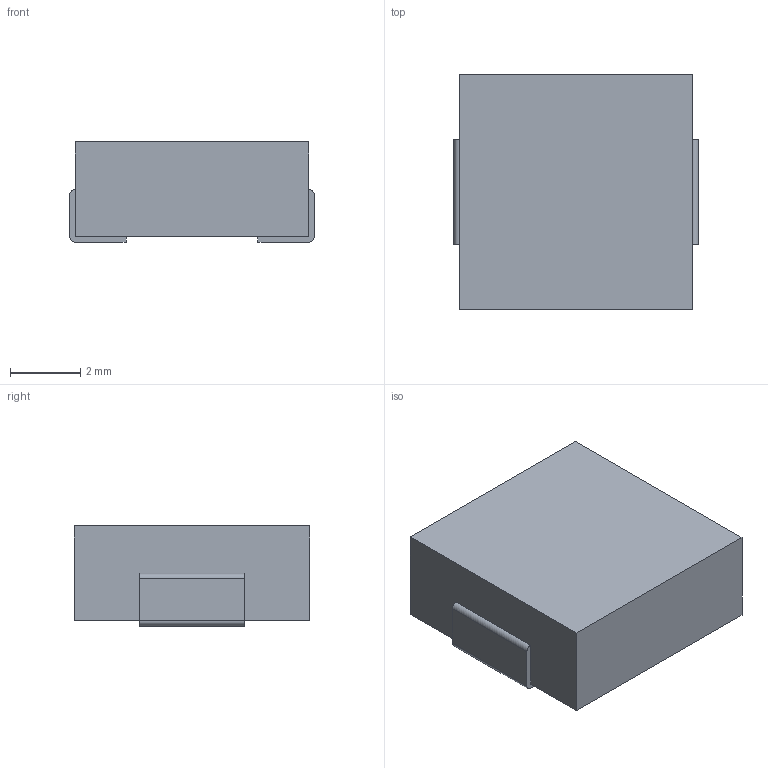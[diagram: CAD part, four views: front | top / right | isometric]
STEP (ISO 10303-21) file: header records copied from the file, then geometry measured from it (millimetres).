
FILE_DESCRIPTION(/* description */ ('model of L_Hotland_MCW-0630'),/* implementation_level */ '2;1');
FILE_NAME(/* name */ 'L_Hotland_MCW-0630.step',/* time_stamp */ '2020-02-23T17:22:47',/* author */ ('kicad StepUp','ksu'),/* organization */ ('FreeCAD'),/* preprocessor_version */ 'OCC',/* originating_system */ 'kicad StepUp',/* authorisation */ '');
FILE_SCHEMA(('AUTOMOTIVE_DESIGN { 1 0 10303 214 1 1 1 1 }'));
Length unit declared in the file: millimetre
Products named in the file (1): L_Hotland_MCW_0630
Bounding box: 6.95 x 6.7 x 2.85 mm (x, y, z)
Volume: 122.9 mm3; surface area: 165.8 mm2
Topology: 1 solids, 1 shells, 20 faces, 54 edges, 36 vertices
Faces by surface type: plane 16, cylinder 4
Entity records: 1483 total; most frequent: CARTESIAN_POINT 253, DIRECTION 198, LINE 136, VECTOR 136, ORIENTED_EDGE 108, PCURVE 108, DEFINITIONAL_REPRESENTATION 108, EDGE_CURVE 54
